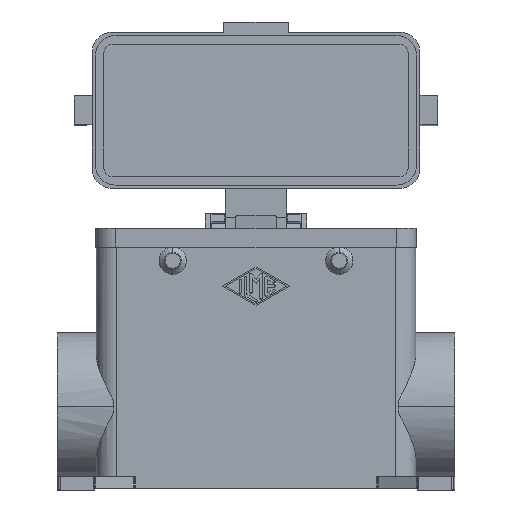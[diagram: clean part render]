
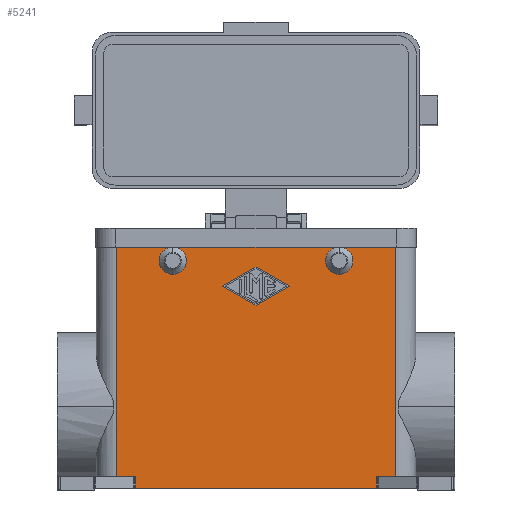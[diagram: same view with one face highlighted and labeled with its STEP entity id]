
A CAD part, front view. The second image highlights one B-rep face of the part: STEP entity #5241.
In plain terms, the highlighted planar face has unit normal (0, -1, 0).
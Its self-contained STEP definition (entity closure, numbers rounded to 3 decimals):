
#2807=CARTESIAN_POINT('',(24.5,-21.75,23.5));
#2808=VERTEX_POINT('',#2807);
#2815=CARTESIAN_POINT('',(24.5,-21.75,15.5));
#2816=VERTEX_POINT('',#2815);
#2817=CARTESIAN_POINT('',(24.5,-21.75,19.5));
#2818=DIRECTION('',(0.0,1.0,0.0));
#2819=DIRECTION('',(0.0,0.0,1.0));
#2820=AXIS2_PLACEMENT_3D('',#2817,#2818,#2819);
#2821=CIRCLE('',#2820,4.);
#2822=EDGE_CURVE('',#2816,#2808,#2821,.T.);
#3208=CARTESIAN_POINT('',(-24.5,-21.75,23.5));
#3209=VERTEX_POINT('',#3208);
#3216=CARTESIAN_POINT('',(-24.5,-21.75,15.5));
#3217=VERTEX_POINT('',#3216);
#3218=CARTESIAN_POINT('',(-24.5,-21.75,19.5));
#3219=DIRECTION('',(0.0,1.0,0.0));
#3220=DIRECTION('',(0.0,0.0,1.0));
#3221=AXIS2_PLACEMENT_3D('',#3218,#3219,#3220);
#3222=CIRCLE('',#3221,4.);
#3223=EDGE_CURVE('',#3217,#3209,#3222,.T.);
#5044=CARTESIAN_POINT('',(-35.541,-21.75,-47.5));
#5045=VERTEX_POINT('',#5044);
#5053=CARTESIAN_POINT('',(-35.541,-21.75,-44.));
#5054=VERTEX_POINT('',#5053);
#5055=CARTESIAN_POINT('',(-35.541,-21.75,-47.5));
#5056=DIRECTION('',(0.0,0.0,1.0));
#5057=VECTOR('',#5056,3.5);
#5058=LINE('',#5055,#5057);
#5059=EDGE_CURVE('',#5045,#5054,#5058,.T.);
#5099=CARTESIAN_POINT('',(35.541,-21.75,-44.));
#5100=VERTEX_POINT('',#5099);
#5108=CARTESIAN_POINT('',(35.541,-21.75,-47.5));
#5109=VERTEX_POINT('',#5108);
#5110=CARTESIAN_POINT('',(35.541,-21.75,-44.));
#5111=DIRECTION('',(0.0,0.0,-1.0));
#5112=VECTOR('',#5111,3.5);
#5113=LINE('',#5110,#5112);
#5114=EDGE_CURVE('',#5100,#5109,#5113,.T.);
#5126=CARTESIAN_POINT('',(41.,-21.75,1.5));
#5127=DIRECTION('',(0.0,-1.0,0.0));
#5128=DIRECTION('',(0.0,0.0,-1.0));
#5129=AXIS2_PLACEMENT_3D('',#5126,#5127,#5128);
#5130=PLANE('',#5129);
#5131=ORIENTED_EDGE('',*,*,#5059,.F.);
#5132=CARTESIAN_POINT('',(35.541,-21.75,-47.5));
#5133=DIRECTION('',(-1.0,0.0,0.0));
#5134=VECTOR('',#5133,71.081);
#5135=LINE('',#5132,#5134);
#5136=EDGE_CURVE('',#5109,#5045,#5135,.T.);
#5137=ORIENTED_EDGE('',*,*,#5136,.F.);
#5138=ORIENTED_EDGE('',*,*,#5114,.F.);
#5139=CARTESIAN_POINT('',(41.0,-21.75,-44.0));
#5140=VERTEX_POINT('',#5139);
#5141=CARTESIAN_POINT('',(35.541,-21.75,-44.));
#5142=DIRECTION('',(1.0,0.0,0.0));
#5143=VECTOR('',#5142,5.459);
#5144=LINE('',#5141,#5143);
#5145=EDGE_CURVE('',#5100,#5140,#5144,.T.);
#5146=ORIENTED_EDGE('',*,*,#5145,.T.);
#5147=CARTESIAN_POINT('',(41.,-21.75,23.5));
#5148=VERTEX_POINT('',#5147);
#5149=CARTESIAN_POINT('',(41.,-21.75,23.5));
#5150=DIRECTION('',(0.0,0.0,-1.0));
#5151=VECTOR('',#5150,67.5);
#5152=LINE('',#5149,#5151);
#5153=EDGE_CURVE('',#5148,#5140,#5152,.T.);
#5154=ORIENTED_EDGE('',*,*,#5153,.F.);
#5155=CARTESIAN_POINT('',(41.,-21.75,23.5));
#5156=DIRECTION('',(-1.0,0.0,0.0));
#5157=VECTOR('',#5156,16.5);
#5158=LINE('',#5155,#5157);
#5159=EDGE_CURVE('',#5148,#2808,#5158,.T.);
#5160=ORIENTED_EDGE('',*,*,#5159,.T.);
#5161=CARTESIAN_POINT('',(24.5,-21.75,19.5));
#5162=DIRECTION('',(0.0,1.0,0.0));
#5163=DIRECTION('',(0.0,0.0,1.0));
#5164=AXIS2_PLACEMENT_3D('',#5161,#5162,#5163);
#5165=CIRCLE('',#5164,4.);
#5166=EDGE_CURVE('',#2808,#2816,#5165,.T.);
#5167=ORIENTED_EDGE('',*,*,#5166,.T.);
#5168=ORIENTED_EDGE('',*,*,#2822,.T.);
#5169=CARTESIAN_POINT('',(24.5,-21.75,23.5));
#5170=DIRECTION('',(-1.0,0.0,0.0));
#5171=VECTOR('',#5170,49.0);
#5172=LINE('',#5169,#5171);
#5173=EDGE_CURVE('',#2808,#3209,#5172,.T.);
#5174=ORIENTED_EDGE('',*,*,#5173,.T.);
#5175=CARTESIAN_POINT('',(-24.5,-21.75,19.5));
#5176=DIRECTION('',(0.0,1.0,0.0));
#5177=DIRECTION('',(0.0,0.0,1.0));
#5178=AXIS2_PLACEMENT_3D('',#5175,#5176,#5177);
#5179=CIRCLE('',#5178,4.);
#5180=EDGE_CURVE('',#3209,#3217,#5179,.T.);
#5181=ORIENTED_EDGE('',*,*,#5180,.T.);
#5182=ORIENTED_EDGE('',*,*,#3223,.T.);
#5183=CARTESIAN_POINT('',(-41.,-21.75,23.5));
#5184=VERTEX_POINT('',#5183);
#5185=CARTESIAN_POINT('',(-24.5,-21.75,23.5));
#5186=DIRECTION('',(-1.0,0.0,0.0));
#5187=VECTOR('',#5186,16.5);
#5188=LINE('',#5185,#5187);
#5189=EDGE_CURVE('',#3209,#5184,#5188,.T.);
#5190=ORIENTED_EDGE('',*,*,#5189,.T.);
#5191=CARTESIAN_POINT('',(-41.0,-21.75,-44.0));
#5192=VERTEX_POINT('',#5191);
#5193=CARTESIAN_POINT('',(-41.,-21.75,23.5));
#5194=DIRECTION('',(0.0,0.0,-1.0));
#5195=VECTOR('',#5194,67.5);
#5196=LINE('',#5193,#5195);
#5197=EDGE_CURVE('',#5184,#5192,#5196,.T.);
#5198=ORIENTED_EDGE('',*,*,#5197,.T.);
#5199=CARTESIAN_POINT('',(-41.0,-21.75,-44.0));
#5200=DIRECTION('',(1.0,0.0,0.0));
#5201=VECTOR('',#5200,5.459);
#5202=LINE('',#5199,#5201);
#5203=EDGE_CURVE('',#5192,#5054,#5202,.T.);
#5204=ORIENTED_EDGE('',*,*,#5203,.T.);
#5205=EDGE_LOOP('',(#5131,#5137,#5138,#5146,#5154,#5160,#5167,#5168,#5174,#5181,#5182,#5190,#5198,#5204));
#5206=FACE_OUTER_BOUND('',#5205,.T.);
#5207=CARTESIAN_POINT('',(0.,-21.75,6.375));
#5208=VERTEX_POINT('',#5207);
#5209=CARTESIAN_POINT('',(-9.75,-21.75,12.));
#5210=VERTEX_POINT('',#5209);
#5211=CARTESIAN_POINT('',(0.,-21.75,6.375));
#5212=DIRECTION('',(-0.866,0.0,0.5));
#5213=VECTOR('',#5212,11.256);
#5214=LINE('',#5211,#5213);
#5215=EDGE_CURVE('',#5208,#5210,#5214,.T.);
#5216=ORIENTED_EDGE('',*,*,#5215,.T.);
#5217=CARTESIAN_POINT('',(0.,-21.75,17.625));
#5218=VERTEX_POINT('',#5217);
#5219=CARTESIAN_POINT('',(-9.75,-21.75,12.));
#5220=DIRECTION('',(0.866,0.0,0.5));
#5221=VECTOR('',#5220,11.256);
#5222=LINE('',#5219,#5221);
#5223=EDGE_CURVE('',#5210,#5218,#5222,.T.);
#5224=ORIENTED_EDGE('',*,*,#5223,.T.);
#5225=CARTESIAN_POINT('',(9.75,-21.75,12.0));
#5226=VERTEX_POINT('',#5225);
#5227=CARTESIAN_POINT('',(0.,-21.75,17.625));
#5228=DIRECTION('',(0.866,0.0,-0.5));
#5229=VECTOR('',#5228,11.256);
#5230=LINE('',#5227,#5229);
#5231=EDGE_CURVE('',#5218,#5226,#5230,.T.);
#5232=ORIENTED_EDGE('',*,*,#5231,.T.);
#5233=CARTESIAN_POINT('',(9.75,-21.75,12.0));
#5234=DIRECTION('',(-0.866,0.0,-0.5));
#5235=VECTOR('',#5234,11.256);
#5236=LINE('',#5233,#5235);
#5237=EDGE_CURVE('',#5226,#5208,#5236,.T.);
#5238=ORIENTED_EDGE('',*,*,#5237,.T.);
#5239=EDGE_LOOP('',(#5216,#5224,#5232,#5238));
#5240=FACE_BOUND('',#5239,.T.);
#5241=ADVANCED_FACE('',(#5206,#5240),#5130,.T.);
